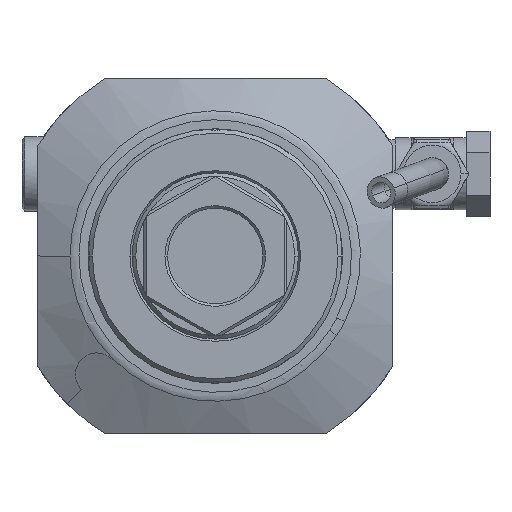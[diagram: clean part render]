
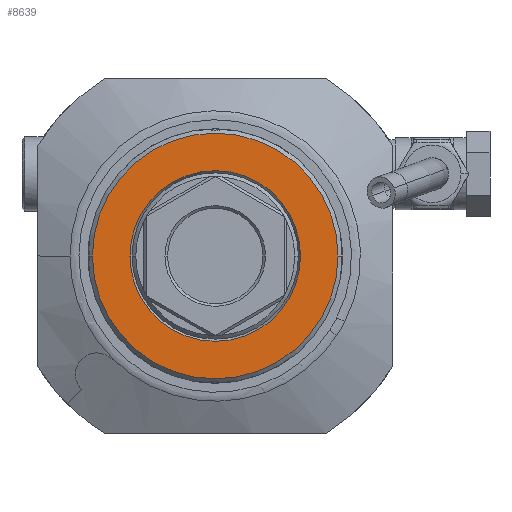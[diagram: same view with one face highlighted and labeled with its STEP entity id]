
A CAD part, left-side view. The second image highlights one B-rep face of the part: STEP entity #8639.
In plain terms, the highlighted planar face has unit normal (-1, 0, 0).
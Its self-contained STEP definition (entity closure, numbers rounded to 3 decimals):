
#317=CARTESIAN_POINT('',(-24.,0.,0.));
#318=DIRECTION('',(-1.,0.,0.));
#319=DIRECTION('',(0.,1.,0.));
#320=AXIS2_PLACEMENT_3D('',#317,#318,#319);
#322=CARTESIAN_POINT('',(-24.,0.,0.));
#323=DIRECTION('',(-1.,0.,0.));
#324=DIRECTION('',(0.,-1.,0.));
#325=AXIS2_PLACEMENT_3D('',#322,#323,#324);
#327=CARTESIAN_POINT('',(-24.,0.,0.));
#328=DIRECTION('',(1.,0.,0.));
#329=DIRECTION('',(0.,1.,0.));
#330=AXIS2_PLACEMENT_3D('',#327,#328,#329);
#332=CARTESIAN_POINT('',(-24.,0.,0.));
#333=DIRECTION('',(1.,0.,0.));
#334=DIRECTION('',(0.,-1.,0.));
#335=AXIS2_PLACEMENT_3D('',#332,#333,#334);
#7264=CARTESIAN_POINT('',(-24.,16.116,0.));
#7265=CARTESIAN_POINT('',(-24.,-16.116,0.));
#7266=VERTEX_POINT('',#7264);
#7267=VERTEX_POINT('',#7265);
#7268=CARTESIAN_POINT('',(-24.,23.2,0.));
#7269=CARTESIAN_POINT('',(-24.,-23.2,0.));
#7270=VERTEX_POINT('',#7268);
#7271=VERTEX_POINT('',#7269);
#8624=CARTESIAN_POINT('',(-24.,0.,0.));
#8625=DIRECTION('',(-1.,0.,0.));
#8626=DIRECTION('',(0.,1.,0.));
#8627=AXIS2_PLACEMENT_3D('',#8624,#8625,#8626);
#8628=PLANE('',#8627);
#8630=ORIENTED_EDGE('',*,*,#8629,.F.);
#8632=ORIENTED_EDGE('',*,*,#8631,.F.);
#8633=EDGE_LOOP('',(#8630,#8632));
#8634=FACE_OUTER_BOUND('',#8633,.F.);
#8635=ORIENTED_EDGE('',*,*,#8554,.F.);
#8636=ORIENTED_EDGE('',*,*,#8539,.F.);
#8637=EDGE_LOOP('',(#8635,#8636));
#8638=FACE_BOUND('',#8637,.F.);
#321=CIRCLE('',#320,23.2);
#326=CIRCLE('',#325,23.2);
#331=CIRCLE('',#330,16.116);
#336=CIRCLE('',#335,16.116);
#8539=EDGE_CURVE('',#7267,#7266,#336,.T.);
#8554=EDGE_CURVE('',#7266,#7267,#331,.T.);
#8629=EDGE_CURVE('',#7270,#7271,#321,.T.);
#8631=EDGE_CURVE('',#7271,#7270,#326,.T.);
#8639=ADVANCED_FACE('',(#8634,#8638),#8628,.T.);
